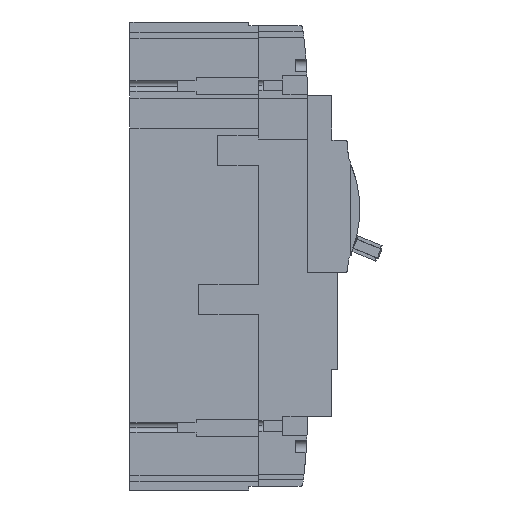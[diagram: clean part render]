
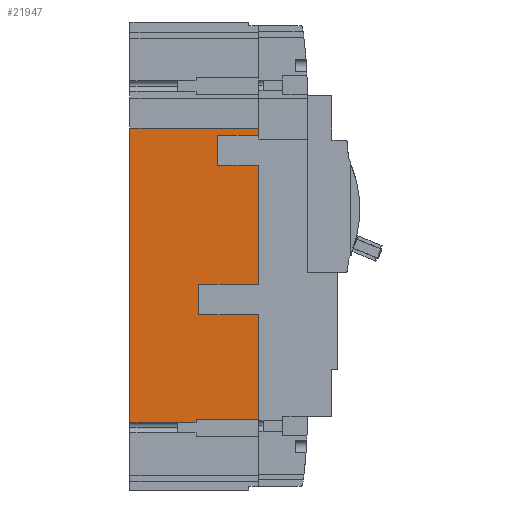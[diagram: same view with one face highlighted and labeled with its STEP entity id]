
A CAD part, left-side view. The second image highlights one B-rep face of the part: STEP entity #21947.
In plain terms, the highlighted planar face has unit normal (-1, 0, 0).
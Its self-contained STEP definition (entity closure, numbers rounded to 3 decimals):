
#12957=VERTEX_POINT('',#38516);
#13551=VERTEX_POINT('',#39175);
#15479=VERTEX_POINT('',#41280);
#15623=EDGE_CURVE('',#13551,#34379,#41438,.T.);
#17433=VERTEX_POINT('',#43405);
#17505=VERTEX_POINT('',#43484);
#17839=VERTEX_POINT('',#43846);
#18547=VERTEX_POINT('',#44622);
#19039=EDGE_CURVE('',#13551,#35431,#45166,.T.);
#19675=EDGE_CURVE('',#26209,#21275,#45859,.T.);
#20921=EDGE_CURVE('',#21275,#21737,#47213,.T.);
#21051=VERTEX_POINT('',#47350);
#21275=VERTEX_POINT('',#47597);
#21737=VERTEX_POINT('',#48113);
#21947=ADVANCED_FACE('',(#48344),#48345,.F.);
#23623=EDGE_CURVE('',#17839,#17433,#50195,.T.);
#23979=VERTEX_POINT('',#50583);
#24167=VERTEX_POINT('',#50791);
#24603=EDGE_CURVE('',#15479,#18547,#51277,.T.);
#26135=VERTEX_POINT('',#52943);
#26209=VERTEX_POINT('',#53023);
#27605=EDGE_CURVE('',#37229,#15479,#54560,.T.);
#27659=EDGE_CURVE('',#35405,#26209,#54616,.T.);
#27863=EDGE_CURVE('',#34379,#26135,#54837,.T.);
#28175=EDGE_CURVE('',#35431,#21737,#55169,.T.);
#29493=EDGE_CURVE('',#35593,#17433,#56623,.T.);
#29837=EDGE_CURVE('',#18547,#33173,#56992,.T.);
#31653=EDGE_CURVE('',#12957,#23979,#58970,.T.);
#32677=EDGE_CURVE('',#17505,#23979,#60098,.T.);
#32875=EDGE_CURVE('',#35593,#37229,#60312,.T.);
#33173=VERTEX_POINT('',#60634);
#34379=VERTEX_POINT('',#61985);
#34715=EDGE_CURVE('',#24167,#17505,#62356,.T.);
#34739=EDGE_CURVE('',#24167,#21051,#62382,.T.);
#35405=VERTEX_POINT('',#63121);
#35431=VERTEX_POINT('',#63148);
#35593=VERTEX_POINT('',#63327);
#35855=EDGE_CURVE('',#33173,#21051,#63610,.T.);
#36945=EDGE_CURVE('',#17839,#35405,#64807,.T.);
#37201=EDGE_CURVE('',#26135,#12957,#65086,.T.);
#37229=VERTEX_POINT('',#65114);
#38516=CARTESIAN_POINT('',(-114.95,-36.5,-31.));
#39175=CARTESIAN_POINT('',(-114.95,-68.0,47.992));
#41280=CARTESIAN_POINT('',(-114.95,-25.0,-88.253));
#41438=LINE('',#70848,#70849);
#43405=CARTESIAN_POINT('',(-114.95,0.0,67.821));
#43484=CARTESIAN_POINT('',(-114.95,-36.5,-31.008));
#43846=CARTESIAN_POINT('',(-114.95,-68.0,67.821));
#44622=CARTESIAN_POINT('',(-114.95,-35.0,-88.253));
#45166=LINE('',#76276,#76277);
#45859=LINE('',#77270,#77271);
#47213=LINE('',#79211,#79212);
#47350=CARTESIAN_POINT('',(-114.95,-68.0,-86.503));
#47597=CARTESIAN_POINT('',(-114.95,-46.5,48.));
#48113=CARTESIAN_POINT('',(-114.95,-46.5,48.));
#48344=FACE_OUTER_BOUND('',#80799,.T.);
#48345=PLANE('',#80800);
#50195=LINE('',#83416,#83417);
#50583=CARTESIAN_POINT('',(-114.95,-36.5,-31.));
#50791=CARTESIAN_POINT('',(-114.95,-68.0,-31.008));
#51277=LINE('',#85038,#85039);
#52943=CARTESIAN_POINT('',(-114.95,-36.5,-15.));
#53023=CARTESIAN_POINT('',(-114.95,-46.5,64.));
#54560=LINE('',#89785,#89786);
#54616=LINE('',#89866,#89867);
#54837=LINE('',#90184,#90185);
#55169=LINE('',#90667,#90668);
#56623=LINE('',#92768,#92769);
#56992=LINE('',#93329,#93330);
#58970=LINE('',#96190,#96191);
#60098=LINE('',#97889,#97890);
#60312=LINE('',#98198,#98199);
#60634=CARTESIAN_POINT('',(-114.95,-35.0,-86.503));
#61985=CARTESIAN_POINT('',(-114.95,-68.0,-15.));
#62356=LINE('',#101121,#101122);
#62382=LINE('',#101163,#101164);
#63121=CARTESIAN_POINT('',(-114.95,-68.0,64.));
#63148=CARTESIAN_POINT('',(-114.95,-46.5,47.992));
#63327=CARTESIAN_POINT('',(-114.95,0.,-88.254));
#63610=LINE('',#102916,#102917);
#64807=LINE('',#104647,#104648);
#65086=LINE('',#105068,#105069);
#65114=CARTESIAN_POINT('',(-114.95,-25.0,-88.254));
#70848=CARTESIAN_POINT('',(-114.95,-68.0,48.));
#70849=VECTOR('',#110375,1.0);
#76276=CARTESIAN_POINT('',(-114.95,-51.868,47.992));
#76277=VECTOR('',#114112,1.0);
#77270=CARTESIAN_POINT('',(-114.95,-46.5,64.));
#77271=VECTOR('',#114796,1.0);
#79211=CARTESIAN_POINT('',(-114.95,-46.5,48.));
#79212=VECTOR('',#116116,1.0);
#80799=EDGE_LOOP('',(#117361,#117362,#117363,#117364,#117365,#117366,#117367,#117368,#117369,#117370,#117371,#117372,#117373,#117374,#117375,#117376,#117377,#117378,#117379,#117380));
#80800=AXIS2_PLACEMENT_3D('',#117381,#117382,#117383);
#83416=CARTESIAN_POINT('',(-114.95,-14.345,67.821));
#83417=VECTOR('',#119433,1.0);
#85038=CARTESIAN_POINT('',(-114.95,-35.368,-88.253));
#85039=VECTOR('',#120567,1.0);
#89785=CARTESIAN_POINT('',(-114.95,-25.0,-44.852));
#89786=VECTOR('',#123876,1.0);
#89866=CARTESIAN_POINT('',(-114.95,-68.0,64.));
#89867=VECTOR('',#123912,1.0);
#90184=CARTESIAN_POINT('',(-114.95,-68.0,-15.));
#90185=VECTOR('',#124119,1.0);
#90667=CARTESIAN_POINT('',(-114.95,-46.5,24.646));
#90668=VECTOR('',#124385,1.0);
#92768=CARTESIAN_POINT('',(-114.95,0.0,-124.));
#92769=VECTOR('',#125920,1.0);
#93329=CARTESIAN_POINT('',(-114.95,-35.0,-44.852));
#93330=VECTOR('',#126255,1.0);
#96190=CARTESIAN_POINT('',(-114.95,-36.5,-31.));
#96191=VECTOR('',#128202,1.0);
#97889=CARTESIAN_POINT('',(-114.95,-36.5,-14.854));
#97890=VECTOR('',#129401,1.0);
#98198=CARTESIAN_POINT('',(-114.95,-12.5,-88.254));
#98199=VECTOR('',#129608,1.0);
#101121=CARTESIAN_POINT('',(-114.95,-51.868,-31.008));
#101122=VECTOR('',#132059,1.0);
#101163=CARTESIAN_POINT('',(-114.95,-68.0,-31.));
#101164=VECTOR('',#132083,1.0);
#102916=CARTESIAN_POINT('',(-114.95,-51.893,-86.503));
#102917=VECTOR('',#133477,1.0);
#104647=CARTESIAN_POINT('',(-114.95,-68.0,121.901));
#104648=VECTOR('',#134726,1.0);
#105068=CARTESIAN_POINT('',(-114.95,-36.5,-15.));
#105069=VECTOR('',#135016,1.0);
#110375=DIRECTION('',(0.0,0.0,-1.0));
#114112=DIRECTION('',(0.0,1.0,0.0));
#114796=DIRECTION('',(0.0,0.0,-1.0));
#116116=DIRECTION('',(0.0,-1.0,0.0));
#117361=ORIENTED_EDGE('',*,*,#32677,.T.);
#117362=ORIENTED_EDGE('',*,*,#31653,.F.);
#117363=ORIENTED_EDGE('',*,*,#37201,.F.);
#117364=ORIENTED_EDGE('',*,*,#27863,.F.);
#117365=ORIENTED_EDGE('',*,*,#15623,.F.);
#117366=ORIENTED_EDGE('',*,*,#19039,.T.);
#117367=ORIENTED_EDGE('',*,*,#28175,.T.);
#117368=ORIENTED_EDGE('',*,*,#20921,.F.);
#117369=ORIENTED_EDGE('',*,*,#19675,.F.);
#117370=ORIENTED_EDGE('',*,*,#27659,.F.);
#117371=ORIENTED_EDGE('',*,*,#36945,.F.);
#117372=ORIENTED_EDGE('',*,*,#23623,.T.);
#117373=ORIENTED_EDGE('',*,*,#29493,.F.);
#117374=ORIENTED_EDGE('',*,*,#32875,.T.);
#117375=ORIENTED_EDGE('',*,*,#27605,.T.);
#117376=ORIENTED_EDGE('',*,*,#24603,.T.);
#117377=ORIENTED_EDGE('',*,*,#29837,.T.);
#117378=ORIENTED_EDGE('',*,*,#35855,.T.);
#117379=ORIENTED_EDGE('',*,*,#34739,.F.);
#117380=ORIENTED_EDGE('',*,*,#34715,.T.);
#117381=CARTESIAN_POINT('',(-114.95,-35.735,1.299));
#117382=DIRECTION('',(1.0,0.0,0.0));
#117383=DIRECTION('',(0.0,1.0,0.0));
#119433=DIRECTION('',(-0.0,1.0,0.0));
#120567=DIRECTION('',(0.0,-1.0,0.0));
#123876=DIRECTION('',(0.0,0.0,1.0));
#123912=DIRECTION('',(0.0,1.0,0.0));
#124119=DIRECTION('',(0.0,1.0,0.0));
#124385=DIRECTION('',(-0.0,0.,1.0));
#125920=DIRECTION('',(0.0,0.0,1.0));
#126255=DIRECTION('',(0.0,0.0,1.0));
#128202=DIRECTION('',(0.0,-1.0,0.0));
#129401=DIRECTION('',(0.0,0.0,1.0));
#129608=DIRECTION('',(-0.0,-1.0,-0.0));
#132059=DIRECTION('',(0.0,1.0,0.0));
#132083=DIRECTION('',(0.0,0.0,-1.0));
#133477=DIRECTION('',(0.0,-1.0,0.0));
#134726=DIRECTION('',(0.0,0.0,-1.0));
#135016=DIRECTION('',(0.0,0.0,-1.0));
